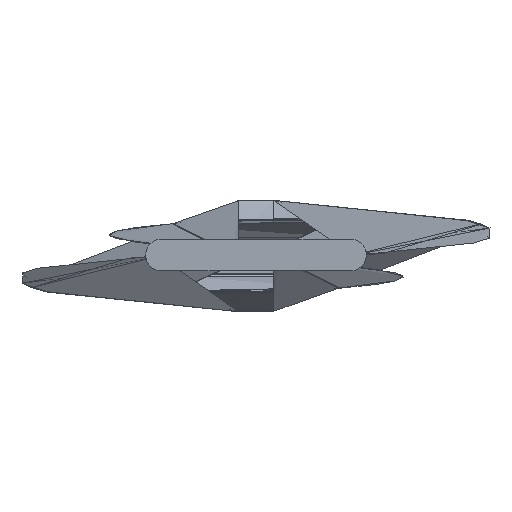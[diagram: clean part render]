
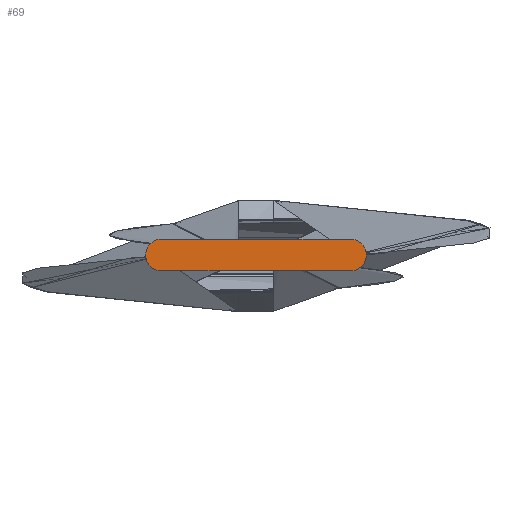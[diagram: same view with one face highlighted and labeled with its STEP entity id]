
A CAD part, top view. The second image highlights one B-rep face of the part: STEP entity #69.
In plain terms, the highlighted free-form (B-spline) face has degree [1, 1] with [2, 2] control points.
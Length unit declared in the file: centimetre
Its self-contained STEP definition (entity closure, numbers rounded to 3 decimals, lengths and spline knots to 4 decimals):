
#69=ADVANCED_FACE('',(#184),#1969,.T.);
#184=FACE_OUTER_BOUND('',#299,.T.);
#299=EDGE_LOOP('',(#442,#443));
#442=ORIENTED_EDGE('',*,*,#1122,.F.);
#443=ORIENTED_EDGE('',*,*,#1118,.F.);
#1118=EDGE_CURVE('',#1571,#1573,#2449,.T.);
#1122=EDGE_CURVE('',#1573,#1571,#2451,.T.);
#1571=VERTEX_POINT('',#2796);
#1573=VERTEX_POINT('',#2798);
#1969=B_SPLINE_SURFACE_WITH_KNOTS('',1,1,((#2760,#2761),(#2762,#2763)),.UNSPECIFIED.,
.F.,.F.,.F.,(2,2),(2,2),(-2.7,0.),(-1.35,17.35),.UNSPECIFIED.);
#2449=(
BOUNDED_CURVE()
B_SPLINE_CURVE(2,(#2728,#2729,#2730,#2731,#2732,#2733,#2734),.UNSPECIFIED.,
.F.,.F.)
B_SPLINE_CURVE_WITH_KNOTS((3,2,2,3),(0.,21.2058,42.4115,
202.4115),.UNSPECIFIED.)
CURVE()
GEOMETRIC_REPRESENTATION_ITEM()
RATIONAL_B_SPLINE_CURVE((1.,0.707,1.,0.707,1.,1.,
1.))
REPRESENTATION_ITEM('')
);
#2451=(
BOUNDED_CURVE()
B_SPLINE_CURVE(2,(#2746,#2747,#2748,#2749,#2750,#2751,#2752),.UNSPECIFIED.,
.F.,.F.)
B_SPLINE_CURVE_WITH_KNOTS((3,2,2,3),(202.4115,223.6173,244.823,
404.823),.UNSPECIFIED.)
CURVE()
GEOMETRIC_REPRESENTATION_ITEM()
RATIONAL_B_SPLINE_CURVE((1.,0.707,1.,0.707,1.,1.,
1.))
REPRESENTATION_ITEM('')
);
#2728=CARTESIAN_POINT('',(-8.,-1.41,69.9243));
#2729=CARTESIAN_POINT('',(-9.35,-1.41,69.9243));
#2730=CARTESIAN_POINT('',(-9.35,-0.06,69.9243));
#2731=CARTESIAN_POINT('',(-9.35,1.29,69.9243));
#2732=CARTESIAN_POINT('',(-8.,1.29,69.9243));
#2733=CARTESIAN_POINT('',(0.,1.29,69.9243));
#2734=CARTESIAN_POINT('',(8.,1.29,69.9243));
#2746=CARTESIAN_POINT('',(8.,1.29,69.9243));
#2747=CARTESIAN_POINT('',(9.35,1.29,69.9243));
#2748=CARTESIAN_POINT('',(9.35,-0.06,69.9243));
#2749=CARTESIAN_POINT('',(9.35,-1.41,69.9243));
#2750=CARTESIAN_POINT('',(8.,-1.41,69.9243));
#2751=CARTESIAN_POINT('',(0.,-1.41,69.9243));
#2752=CARTESIAN_POINT('',(-8.,-1.41,69.9243));
#2760=CARTESIAN_POINT('',(-9.35,1.29,69.9243));
#2761=CARTESIAN_POINT('',(9.35,1.29,69.9243));
#2762=CARTESIAN_POINT('',(-9.35,-1.41,69.9243));
#2763=CARTESIAN_POINT('',(9.35,-1.41,69.9243));
#2796=CARTESIAN_POINT('',(-8.,-1.41,69.9243));
#2798=CARTESIAN_POINT('',(8.,1.29,69.9243));
